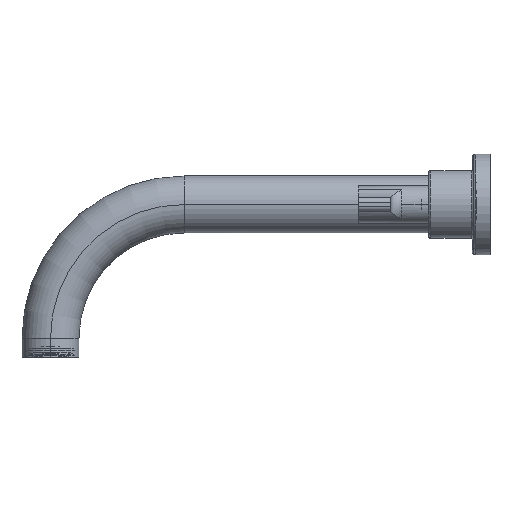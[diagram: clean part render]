
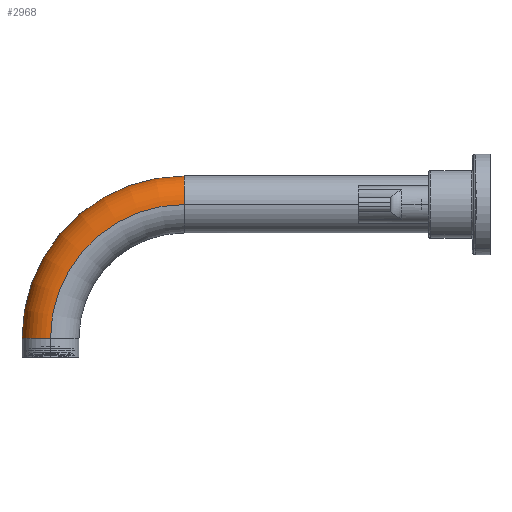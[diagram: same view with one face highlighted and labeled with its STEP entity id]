
A CAD part, left-side view. The second image highlights one B-rep face of the part: STEP entity #2968.
In plain terms, the highlighted toroidal (fillet/blend) face has major radius 61 mm and minor radius 13 mm.
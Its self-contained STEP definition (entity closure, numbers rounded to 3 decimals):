
#2702=CARTESIAN_POINT('Vertex',(-13.,179.,0.)) ;
#2709=CARTESIAN_POINT('Vertex',(13.,179.,0.)) ;
#2712=CARTESIAN_POINT('Axis2P3D Location',(0.,179.,0.)) ;
#2716=CARTESIAN_POINT('Vertex',(0.,179.,13.)) ;
#2719=CARTESIAN_POINT('Axis2P3D Location',(0.,179.,0.)) ;
#2929=CARTESIAN_POINT('Axis2P3D Location',(0.,179.,-61.)) ;
#2934=CARTESIAN_POINT('Axis2P3D Location',(0.,240.,-61.)) ;
#2938=CARTESIAN_POINT('Vertex',(-13.,240.,-61.)) ;
#2940=CARTESIAN_POINT('Vertex',(0.,253.,-61.)) ;
#2943=CARTESIAN_POINT('Axis2P3D Location',(-13.,179.,-61.)) ;
#2948=CARTESIAN_POINT('Axis2P3D Location',(13.,179.,-61.)) ;
#2952=CARTESIAN_POINT('Vertex',(13.,240.,-61.)) ;
#2955=CARTESIAN_POINT('Axis2P3D Location',(0.,240.,-61.)) ;
#2713=DIRECTION('Axis2P3D Direction',(0.,1.,-0.)) ;
#2720=DIRECTION('Axis2P3D Direction',(0.,1.,-0.)) ;
#2930=DIRECTION('Axis2P3D Direction',(1.,0.,0.)) ;
#2931=DIRECTION('Axis2P3D XDirection',(0.,1.,0.)) ;
#2935=DIRECTION('Axis2P3D Direction',(0.,0.,-1.)) ;
#2944=DIRECTION('Axis2P3D Direction',(1.,0.,-0.)) ;
#2949=DIRECTION('Axis2P3D Direction',(1.,0.,-0.)) ;
#2956=DIRECTION('Axis2P3D Direction',(0.,0.,-1.)) ;
#2714=AXIS2_PLACEMENT_3D('Circle Axis2P3D',#2712,#2713,$) ;
#2721=AXIS2_PLACEMENT_3D('Circle Axis2P3D',#2719,#2720,$) ;
#2932=AXIS2_PLACEMENT_3D('Torus Axis2P3D',#2929,#2930,#2931) ;
#2936=AXIS2_PLACEMENT_3D('Circle Axis2P3D',#2934,#2935,$) ;
#2945=AXIS2_PLACEMENT_3D('Circle Axis2P3D',#2943,#2944,$) ;
#2950=AXIS2_PLACEMENT_3D('Circle Axis2P3D',#2948,#2949,$) ;
#2957=AXIS2_PLACEMENT_3D('Circle Axis2P3D',#2955,#2956,$) ;
#2715=CIRCLE('generated circle',#2714,13.) ;
#2722=CIRCLE('generated circle',#2721,13.) ;
#2937=CIRCLE('generated circle',#2936,13.) ;
#2946=CIRCLE('generated circle',#2945,61.) ;
#2951=CIRCLE('generated circle',#2950,61.) ;
#2958=CIRCLE('generated circle',#2957,13.) ;
#2933=TOROIDAL_SURFACE('homeo Torus',#2932,61.,13.) ;
#2718=EDGE_CURVE('',#2717,#2710,#2715,.T.) ;
#2723=EDGE_CURVE('',#2703,#2717,#2722,.T.) ;
#2942=EDGE_CURVE('',#2939,#2941,#2937,.T.) ;
#2947=EDGE_CURVE('',#2939,#2703,#2946,.T.) ;
#2954=EDGE_CURVE('',#2953,#2710,#2951,.T.) ;
#2959=EDGE_CURVE('',#2941,#2953,#2958,.T.) ;
#2961=ORIENTED_EDGE('',*,*,#2942,.F.) ;
#2962=ORIENTED_EDGE('',*,*,#2947,.T.) ;
#2963=ORIENTED_EDGE('',*,*,#2723,.T.) ;
#2964=ORIENTED_EDGE('',*,*,#2718,.T.) ;
#2965=ORIENTED_EDGE('',*,*,#2954,.F.) ;
#2966=ORIENTED_EDGE('',*,*,#2959,.F.) ;
#2960=EDGE_LOOP('',(#2961,#2962,#2963,#2964,#2965,#2966)) ;
#2703=VERTEX_POINT('',#2702) ;
#2710=VERTEX_POINT('',#2709) ;
#2717=VERTEX_POINT('',#2716) ;
#2939=VERTEX_POINT('',#2938) ;
#2941=VERTEX_POINT('',#2940) ;
#2953=VERTEX_POINT('',#2952) ;
#2968=ADVANCED_FACE('PR9A475.1\\P46465.1\\PartBody',(#2967),#2933,.T.) ;
#2967=FACE_OUTER_BOUND('',#2960,.T.) ;
